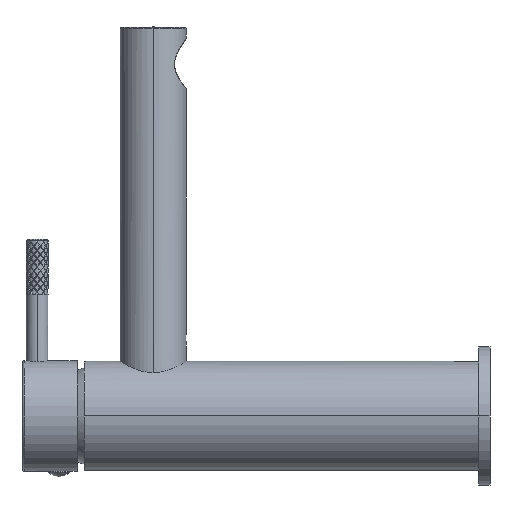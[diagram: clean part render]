
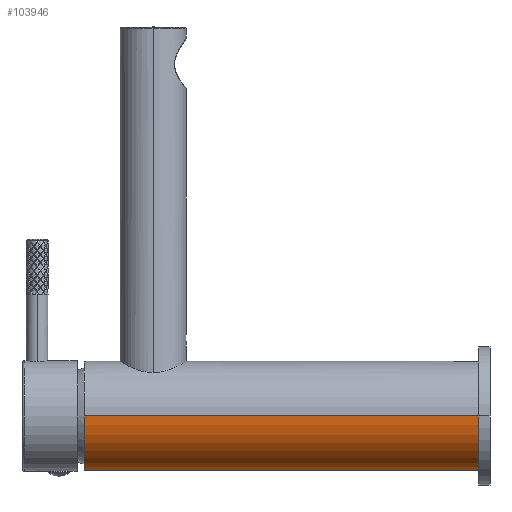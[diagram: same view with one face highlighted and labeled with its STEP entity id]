
A CAD part, left-side view. The second image highlights one B-rep face of the part: STEP entity #103946.
In plain terms, the highlighted cylindrical face has radius 19.75 mm (diameter 39.5 mm), a partial arc.
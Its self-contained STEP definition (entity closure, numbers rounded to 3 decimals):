
#15471=CARTESIAN_POINT('',(0.,143.,0.));
#15472=DIRECTION('',(0.,1.,0.));
#15473=DIRECTION('',(1.,0.,0.));
#15474=AXIS2_PLACEMENT_3D('',#15471,#15472,#15473);
#15661=CARTESIAN_POINT('',(0.,0.,0.));
#15662=DIRECTION('',(0.,-1.,0.));
#15663=DIRECTION('',(-1.,0.,0.));
#15664=AXIS2_PLACEMENT_3D('',#15661,#15662,#15663);
#15666=DIRECTION('',(0.,1.,0.));
#15667=VECTOR('',#15666,143.);
#15668=CARTESIAN_POINT('',(19.75,0.,0.));
#15669=LINE('',#15668,#15667);
#15670=DIRECTION('',(0.,1.,0.));
#15671=VECTOR('',#15670,143.);
#15672=CARTESIAN_POINT('',(-19.75,0.,0.));
#15673=LINE('',#15672,#15671);
#65601=CARTESIAN_POINT('',(19.75,143.,0.));
#65602=CARTESIAN_POINT('',(-19.75,143.,0.));
#65603=VERTEX_POINT('',#65601);
#65604=VERTEX_POINT('',#65602);
#68744=CARTESIAN_POINT('',(19.75,0.,0.));
#68745=CARTESIAN_POINT('',(-19.75,0.,0.));
#68746=VERTEX_POINT('',#68744);
#68747=VERTEX_POINT('',#68745);
#103934=CARTESIAN_POINT('',(0.,150.15,0.));
#103935=DIRECTION('',(0.,-1.,0.));
#103936=DIRECTION('',(-1.,0.,0.));
#103937=AXIS2_PLACEMENT_3D('',#103934,#103935,#103936);
#103938=CYLINDRICAL_SURFACE('',#103937,19.75);
#103940=ORIENTED_EDGE('',*,*,#103939,.T.);
#103941=ORIENTED_EDGE('',*,*,#103914,.T.);
#103942=ORIENTED_EDGE('',*,*,#103889,.T.);
#103943=ORIENTED_EDGE('',*,*,#103911,.F.);
#103944=EDGE_LOOP('',(#103940,#103941,#103942,#103943));
#103945=FACE_OUTER_BOUND('',#103944,.F.);
#103946=ADVANCED_FACE('',(#103945),#103938,.T.);
#15475=CIRCLE('',#15474,19.75);
#15665=CIRCLE('',#15664,19.75);
#103889=EDGE_CURVE('',#65603,#65604,#15475,.T.);
#103911=EDGE_CURVE('',#68747,#65604,#15673,.T.);
#103914=EDGE_CURVE('',#68746,#65603,#15669,.T.);
#103939=EDGE_CURVE('',#68747,#68746,#15665,.T.);
